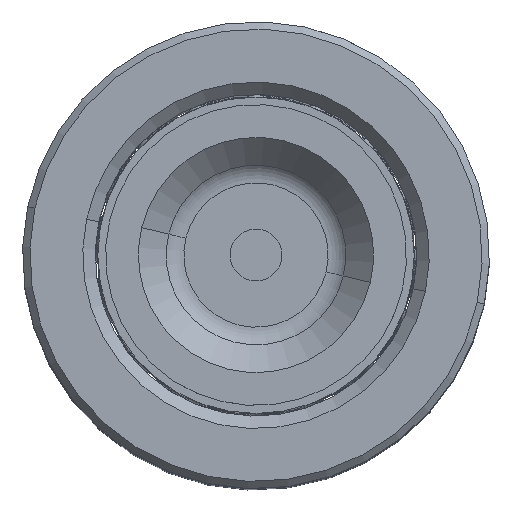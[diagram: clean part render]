
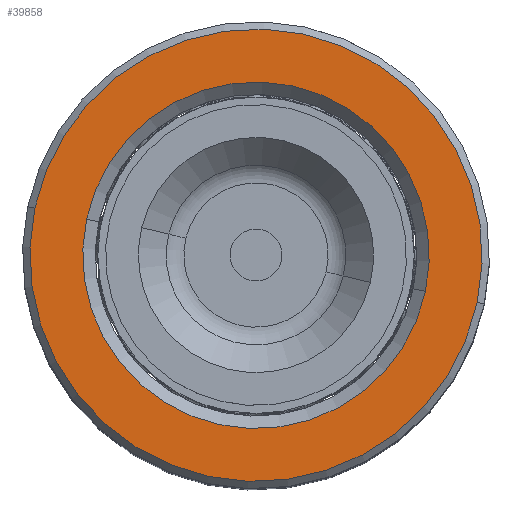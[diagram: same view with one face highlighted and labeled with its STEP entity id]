
A CAD part, top view. The second image highlights one B-rep face of the part: STEP entity #39858.
In plain terms, the highlighted planar face has unit normal (0, 0, 1).
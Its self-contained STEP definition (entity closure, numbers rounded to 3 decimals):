
#1780 = EDGE_CURVE ( 'NONE', #28583, #16632, #20044, .T. ) ;
#2885 = DIRECTION ( 'NONE',  ( 0., 0., 1. ) ) ;
#3018 = EDGE_LOOP ( 'NONE', ( #26540, #6763 ) ) ;
#3528 = DIRECTION ( 'NONE',  ( 1., 0., 0. ) ) ;
#4052 = AXIS2_PLACEMENT_3D ( 'NONE', #24245, #20860, #33692 ) ;
#4205 = VERTEX_POINT ( 'NONE', #28758 ) ;
#4768 = AXIS2_PLACEMENT_3D ( 'NONE', #19081, #2885, #25595 ) ;
#6763 = ORIENTED_EDGE ( 'NONE', *, *, #8727, .T. ) ;
#7003 = EDGE_CURVE ( 'NONE', #4205, #23196, #8780, .T. ) ;
#8727 = EDGE_CURVE ( 'NONE', #16632, #28583, #30723, .T. ) ;
#8780 = CIRCLE ( 'NONE', #4052, 16.7 ) ;
#9906 = DIRECTION ( 'NONE',  ( 0., 0., -1. ) ) ;
#9971 = EDGE_CURVE ( 'NONE', #23196, #4205, #27529, .T. ) ;
#11564 = DIRECTION ( 'NONE',  ( 0., 0., 1. ) ) ;
#12057 = DIRECTION ( 'NONE',  ( 1., 0., 0. ) ) ;
#12720 = AXIS2_PLACEMENT_3D ( 'NONE', #32550, #9906, #3528 ) ;
#12798 = EDGE_LOOP ( 'NONE', ( #34591, #20305 ) ) ;
#12974 = AXIS2_PLACEMENT_3D ( 'NONE', #31083, #11564, #34339 ) ;
#15517 = CARTESIAN_POINT ( 'NONE',  ( 16.7, 0., 80. ) ) ;
#16632 = VERTEX_POINT ( 'NONE', #18213 ) ;
#17128 = FACE_BOUND ( 'NONE', #12798, .T. ) ;
#18213 = CARTESIAN_POINT ( 'NONE',  ( 21.8, 0., 80. ) ) ;
#19081 = CARTESIAN_POINT ( 'NONE',  ( 0., 0., 80. ) ) ;
#20044 = CIRCLE ( 'NONE', #31772, 21.8 ) ;
#20305 = ORIENTED_EDGE ( 'NONE', *, *, #7003, .T. ) ;
#20860 = DIRECTION ( 'NONE',  ( 0., 0., -1. ) ) ;
#21704 = CARTESIAN_POINT ( 'NONE',  ( 0., 0., 80. ) ) ;
#22345 = PLANE ( 'NONE',  #4768 ) ;
#23196 = VERTEX_POINT ( 'NONE', #15517 ) ;
#24245 = CARTESIAN_POINT ( 'NONE',  ( 0., 0., 80. ) ) ;
#25595 = DIRECTION ( 'NONE',  ( 1., 0., 0. ) ) ;
#26540 = ORIENTED_EDGE ( 'NONE', *, *, #1780, .T. ) ;
#27529 = CIRCLE ( 'NONE', #12720, 16.7 ) ;
#28583 = VERTEX_POINT ( 'NONE', #37827 ) ;
#28758 = CARTESIAN_POINT ( 'NONE',  ( -16.7, 0., 80. ) ) ;
#30723 = CIRCLE ( 'NONE', #12974, 21.8 ) ;
#31083 = CARTESIAN_POINT ( 'NONE',  ( 0., 0., 80. ) ) ;
#31552 = DIRECTION ( 'NONE',  ( 0., 0., 1. ) ) ;
#31772 = AXIS2_PLACEMENT_3D ( 'NONE', #21704, #31552, #12057 ) ;
#32550 = CARTESIAN_POINT ( 'NONE',  ( 0., 0., 80. ) ) ;
#33692 = DIRECTION ( 'NONE',  ( 1., 0., 0. ) ) ;
#34339 = DIRECTION ( 'NONE',  ( 1., 0., 0. ) ) ;
#34591 = ORIENTED_EDGE ( 'NONE', *, *, #9971, .T. ) ;
#37827 = CARTESIAN_POINT ( 'NONE',  ( -21.8, 0., 80. ) ) ;
#37970 = FACE_OUTER_BOUND ( 'NONE', #3018, .T. ) ;
#39858 = ADVANCED_FACE ( 'NONE', ( #37970, #17128 ), #22345, .T. ) ;
